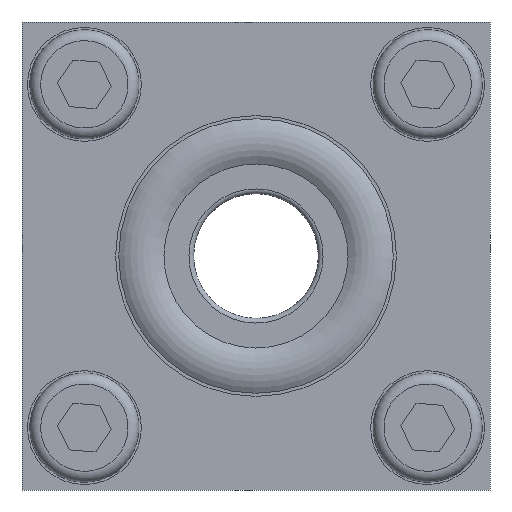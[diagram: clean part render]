
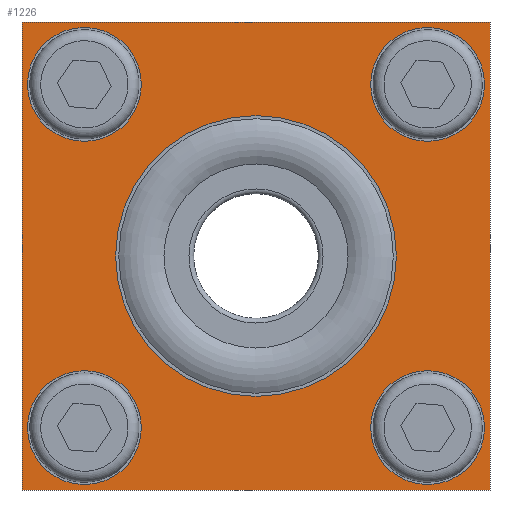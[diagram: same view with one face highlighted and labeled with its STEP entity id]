
A CAD part, front view. The second image highlights one B-rep face of the part: STEP entity #1226.
In plain terms, the highlighted planar face has unit normal (0, -1, 0).
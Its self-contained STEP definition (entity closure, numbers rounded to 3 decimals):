
#75=LINE('',#1904,#159);
#79=LINE('',#1913,#163);
#82=LINE('',#1919,#166);
#85=LINE('',#1925,#169);
#159=VECTOR('',#1512,1000.);
#163=VECTOR('',#1518,1000.);
#166=VECTOR('',#1523,1000.);
#169=VECTOR('',#1528,1000.);
#303=ORIENTED_EDGE('',*,*,#557,.T.);
#304=ORIENTED_EDGE('',*,*,#558,.T.);
#305=ORIENTED_EDGE('',*,*,#559,.T.);
#306=ORIENTED_EDGE('',*,*,#560,.T.);
#307=ORIENTED_EDGE('',*,*,#544,.F.);
#308=ORIENTED_EDGE('',*,*,#534,.F.);
#309=ORIENTED_EDGE('',*,*,#538,.F.);
#310=ORIENTED_EDGE('',*,*,#541,.F.);
#311=ORIENTED_EDGE('',*,*,#561,.T.);
#534=EDGE_CURVE('',#672,#673,#75,.T.);
#538=EDGE_CURVE('',#676,#672,#79,.T.);
#541=EDGE_CURVE('',#678,#676,#82,.T.);
#544=EDGE_CURVE('',#673,#678,#85,.T.);
#557=EDGE_CURVE('',#691,#691,#787,.T.);
#558=EDGE_CURVE('',#692,#692,#788,.T.);
#559=EDGE_CURVE('',#693,#693,#789,.T.);
#560=EDGE_CURVE('',#694,#694,#790,.T.);
#561=EDGE_CURVE('',#695,#695,#791,.T.);
#672=VERTEX_POINT('',#1905);
#673=VERTEX_POINT('',#1906);
#676=VERTEX_POINT('',#1914);
#678=VERTEX_POINT('',#1920);
#691=VERTEX_POINT('',#1958);
#692=VERTEX_POINT('',#1960);
#693=VERTEX_POINT('',#1962);
#694=VERTEX_POINT('',#1964);
#695=VERTEX_POINT('',#1966);
#787=CIRCLE('',#1347,3.65);
#788=CIRCLE('',#1348,3.65);
#789=CIRCLE('',#1349,3.65);
#790=CIRCLE('',#1350,3.65);
#791=CIRCLE('',#1351,9.);
#868=EDGE_LOOP('',(#303));
#869=EDGE_LOOP('',(#304));
#870=EDGE_LOOP('',(#305));
#871=EDGE_LOOP('',(#306));
#872=EDGE_LOOP('',(#307,#308,#309,#310));
#873=EDGE_LOOP('',(#311));
#1026=FACE_BOUND('',#868,.T.);
#1027=FACE_BOUND('',#869,.T.);
#1028=FACE_BOUND('',#870,.T.);
#1029=FACE_BOUND('',#871,.T.);
#1030=FACE_BOUND('',#872,.T.);
#1031=FACE_BOUND('',#873,.T.);
#1163=PLANE('',#1346);
#1226=ADVANCED_FACE('',(#1026,#1027,#1028,#1029,#1030,#1031),#1163,.F.);
#1346=AXIS2_PLACEMENT_3D('',#1956,#1566,#1567);
#1347=AXIS2_PLACEMENT_3D('',#1957,#1568,#1569);
#1348=AXIS2_PLACEMENT_3D('',#1959,#1570,#1571);
#1349=AXIS2_PLACEMENT_3D('',#1961,#1572,#1573);
#1350=AXIS2_PLACEMENT_3D('',#1963,#1574,#1575);
#1351=AXIS2_PLACEMENT_3D('',#1965,#1576,#1577);
#1512=DIRECTION('',(-1.,0.,0.));
#1518=DIRECTION('',(0.,0.,-1.));
#1523=DIRECTION('',(1.,0.,0.));
#1528=DIRECTION('',(0.,0.,1.));
#1566=DIRECTION('',(0.,1.,0.));
#1567=DIRECTION('',(0.,0.,1.));
#1568=DIRECTION('',(0.,1.,0.));
#1569=DIRECTION('',(0.,0.,-1.));
#1570=DIRECTION('',(0.,1.,0.));
#1571=DIRECTION('',(0.,0.,-1.));
#1572=DIRECTION('',(0.,1.,0.));
#1573=DIRECTION('',(0.,0.,-1.));
#1574=DIRECTION('',(0.,1.,0.));
#1575=DIRECTION('',(0.,0.,-1.));
#1576=DIRECTION('',(0.,1.,0.));
#1577=DIRECTION('',(0.,0.,1.));
#1904=CARTESIAN_POINT('',(15.,-10.,-15.));
#1905=CARTESIAN_POINT('',(15.,-10.,-15.));
#1906=CARTESIAN_POINT('',(-15.,-10.,-15.));
#1913=CARTESIAN_POINT('',(15.,-10.,15.));
#1914=CARTESIAN_POINT('',(15.,-10.,15.));
#1919=CARTESIAN_POINT('',(-15.,-10.,15.));
#1920=CARTESIAN_POINT('',(-15.,-10.,15.));
#1925=CARTESIAN_POINT('',(-15.,-10.,-15.));
#1956=CARTESIAN_POINT('',(0.,-10.,0.));
#1957=CARTESIAN_POINT('',(-11.,-10.,-11.));
#1958=CARTESIAN_POINT('',(-11.,-10.,-14.65));
#1959=CARTESIAN_POINT('',(11.,-10.,-11.));
#1960=CARTESIAN_POINT('',(11.,-10.,-14.65));
#1961=CARTESIAN_POINT('',(11.,-10.,11.));
#1962=CARTESIAN_POINT('',(11.,-10.,7.35));
#1963=CARTESIAN_POINT('',(-11.,-10.,11.));
#1964=CARTESIAN_POINT('',(-11.,-10.,7.35));
#1965=CARTESIAN_POINT('',(0.,-10.,0.));
#1966=CARTESIAN_POINT('',(0.,-10.,9.));
